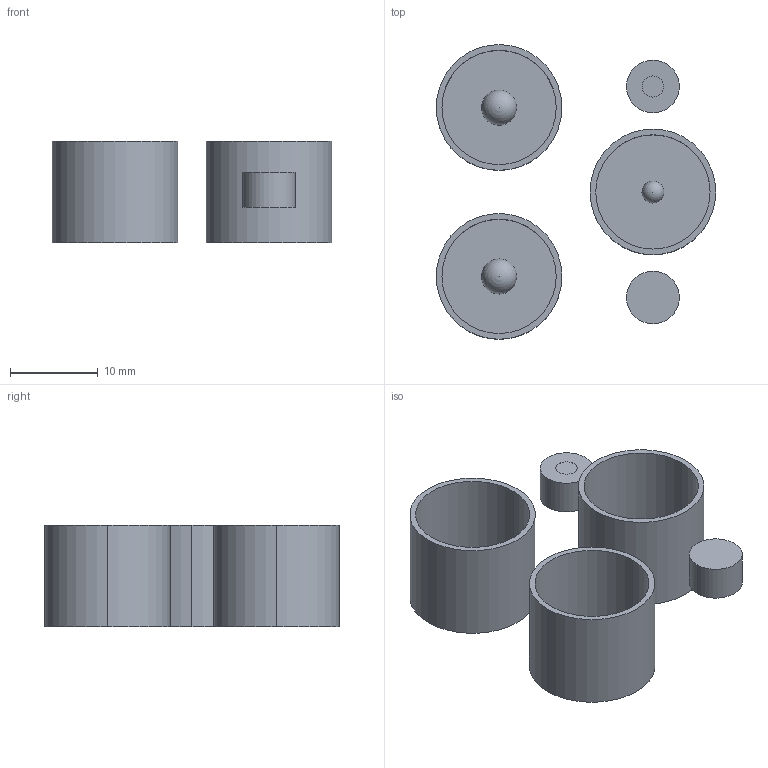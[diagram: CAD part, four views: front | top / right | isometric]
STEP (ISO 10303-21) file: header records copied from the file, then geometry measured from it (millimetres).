
FILE_DESCRIPTION (( 'STEP AP214' ), '1' );
FILE_NAME ('扜砉芛摯忒萇.STEP', '2025-01-15T03:44:28', ( '' ), ( '' ), 'SwSTEP 2.0', 'SolidWorks 2024', '' );
FILE_SCHEMA (( 'AUTOMOTIVE_DESIGN' ));
Length unit declared in the file: millimetre
Products named in the file (1): 摄像头及手电
Bounding box: 31.8 x 33.51 x 11.5 mm (x, y, z)
Volume: 2021.8 mm3; surface area: 3971.5 mm2
Topology: 5 solids, 5 shells, 35 faces, 66 edges, 45 vertices
Faces by surface type: cylinder 18, plane 14, sphere 3
Entity records: 923 total; most frequent: DIRECTION 174, CARTESIAN_POINT 138, ORIENTED_EDGE 120, AXIS2_PLACEMENT_3D 78, EDGE_CURVE 60, EDGE_LOOP 42, CIRCLE 42, VERTEX_POINT 42
